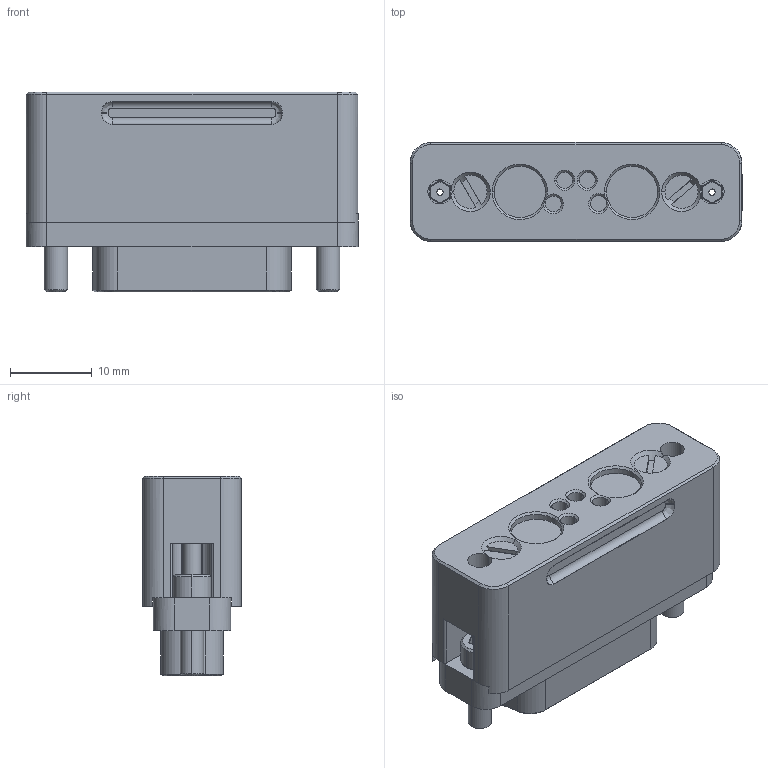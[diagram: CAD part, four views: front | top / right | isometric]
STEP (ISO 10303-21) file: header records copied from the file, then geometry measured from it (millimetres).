
FILE_DESCRIPTION (( 'STEP AP203' ), '1' );
FILE_NAME ('100970.stp', '2015-05-04T23:20:35', ( '' ), ( '' ), 'SwSTEP 2.0', 'SolidWorks 2012', '' );
FILE_SCHEMA (( 'CONFIG_CONTROL_DESIGN' ));
Length unit declared in the file: centimetre
Products named in the file (1): 100970
Bounding box: 40.51 x 12.06 x 24.38 mm (x, y, z)
Volume: 8659.9 mm3; surface area: 4646.4 mm2
Topology: 1 solids, 1 shells, 305 faces, 706 edges, 422 vertices
Faces by surface type: cylinder 130, plane 89, cone 52, bspline 34
Entity records: 9381 total; most frequent: CARTESIAN_POINT 2390, DIRECTION 1532, ORIENTED_EDGE 1396, EDGE_CURVE 698, AXIS2_PLACEMENT_3D 604, VERTEX_POINT 418, EDGE_LOOP 336, CIRCLE 332
